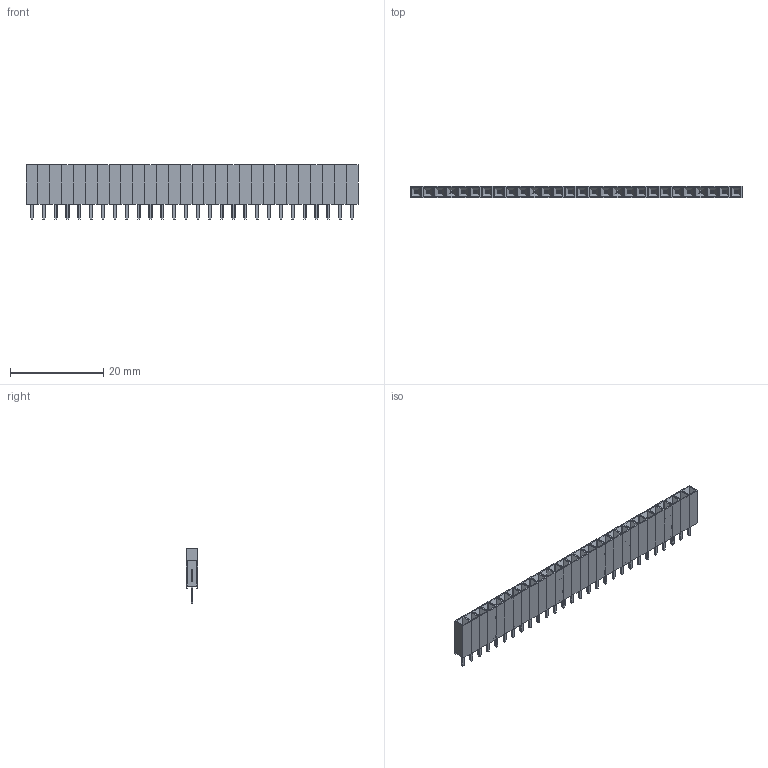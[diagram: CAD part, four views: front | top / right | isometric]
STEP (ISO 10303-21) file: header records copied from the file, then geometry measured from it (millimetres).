
FILE_DESCRIPTION(/* description */ (''),/* implementation_level */ '2;1');
FILE_NAME(/* name */ 'Female Pin Header 01x28.stp',/* time_stamp */ '2019-11-24T12:42:57+01:00',/* author */ ('Bernd das Brot'),/* organization */ (''),/* preprocessor_version */ 'ST-DEVELOPER v18',/* originating_system */ 'Autodesk Inventor 2020',/* authorisation */ '');
FILE_SCHEMA (('AUTOMOTIVE_DESIGN { 1 0 10303 214 3 1 1 }'));
Length unit declared in the file: millimetre
Products named in the file (2): Female Pin Header 01x28; Female Pin Header 1x
Assembly tree (28 placements, depth 2):
  Female Pin Header 01x28
    Female Pin Header 1x  x28
Bounding box: 71.12 x 2.54 x 11.7 mm (x, y, z)
Volume: 793.1 mm3; surface area: 5242.8 mm2
Topology: 28 solids, 28 shells, 4200 faces, 9688 edges, 5488 vertices
Faces by surface type: cylinder 1876, plane 1260, sphere 560, torus 392, bspline 112
Entity records: 4709 total; most frequent: DIRECTION 842, CARTESIAN_POINT 838, ORIENTED_EDGE 684, EDGE_CURVE 342, AXIS2_PLACEMENT_3D 328, VERTEX_POINT 196, LINE 186, VECTOR 186
